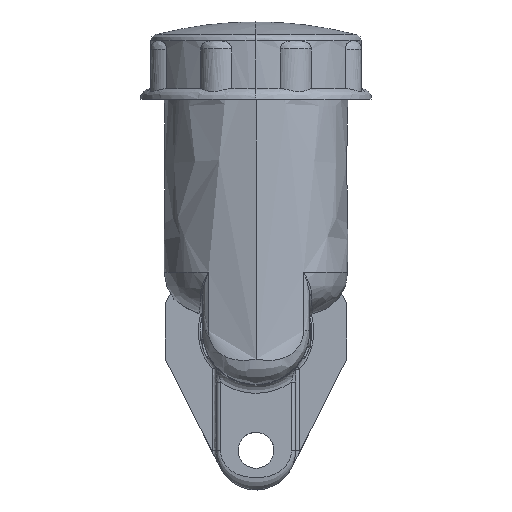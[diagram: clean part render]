
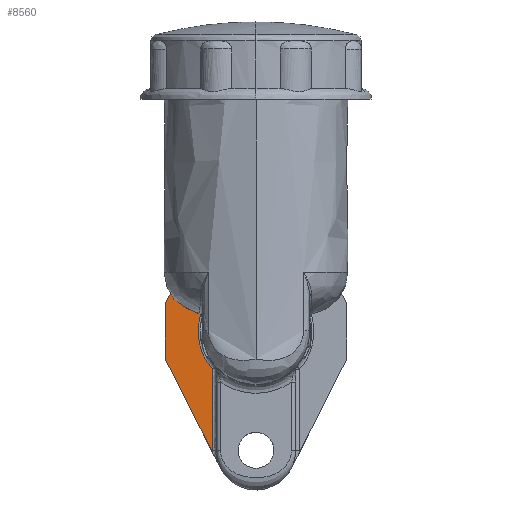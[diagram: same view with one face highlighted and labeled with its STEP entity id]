
A CAD part, top view. The second image highlights one B-rep face of the part: STEP entity #8560.
In plain terms, the highlighted free-form (B-spline) face has degree [1, 1] with [2, 2] control points.
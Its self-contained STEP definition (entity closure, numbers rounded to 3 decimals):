
#8476 = EDGE_CURVE('',#8477,#8479,#8481,.T.);
#8477 = VERTEX_POINT('',#8478);
#8478 = CARTESIAN_POINT('',(-29.079,-8.978,
    8.04));
#8479 = VERTEX_POINT('',#8480);
#8480 = CARTESIAN_POINT('',(-29.079,8.978,
    8.04));
#8481 = B_SPLINE_CURVE_WITH_KNOTS('',1,(#8482,#8483),.UNSPECIFIED.,.F.,
  .F.,(2,2),(-13.4,0.),.PIECEWISE_BEZIER_KNOTS.);
#8482 = CARTESIAN_POINT('',(-29.079,-8.978,
    8.04));
#8483 = CARTESIAN_POINT('',(-29.079,8.978,
    8.04));
#8504 = EDGE_CURVE('',#8479,#8505,#8507,.T.);
#8505 = VERTEX_POINT('',#8506);
#8506 = CARTESIAN_POINT('',(-14.065,38.601,
    8.04));
#8507 = B_SPLINE_CURVE_WITH_KNOTS('',1,(#8508,#8509),.UNSPECIFIED.,.F.,
  .F.,(2,2),(-29.255,-4.472),.PIECEWISE_BEZIER_KNOTS.);
#8508 = CARTESIAN_POINT('',(-29.079,8.978,
    8.04));
#8509 = CARTESIAN_POINT('',(-14.065,38.601,
    8.04));
#8537 = VERTEX_POINT('',#8538);
#8538 = CARTESIAN_POINT('',(-14.065,-38.601,
    8.04));
#8549 = EDGE_CURVE('',#8537,#8477,#8550,.T.);
#8550 = B_SPLINE_CURVE_WITH_KNOTS('',1,(#8551,#8552),.UNSPECIFIED.,.F.,
  .F.,(2,2),(4.472,29.255),.PIECEWISE_BEZIER_KNOTS.);
#8551 = CARTESIAN_POINT('',(-14.065,-38.601,
    8.04));
#8552 = CARTESIAN_POINT('',(-29.079,-8.978,
    8.04));
#8560 = ADVANCED_FACE('',(#8561),#8602,.F.);
#8561 = FACE_BOUND('',#8562,.T.);
#8562 = EDGE_LOOP('',(#8563,#8564,#8572,#8579,#8587,#8594,#8600,#8601));
#8563 = ORIENTED_EDGE('',*,*,#8549,.F.);
#8564 = ORIENTED_EDGE('',*,*,#8565,.T.);
#8565 = EDGE_CURVE('',#8537,#8566,#8568,.T.);
#8566 = VERTEX_POINT('',#8567);
#8567 = CARTESIAN_POINT('',(-14.07,-38.191,
    8.04));
#8568 = ( BOUNDED_CURVE() B_SPLINE_CURVE(2,(#8569,#8570,#8571),
.UNSPECIFIED.,.F.,.F.) B_SPLINE_CURVE_WITH_KNOTS((3,3),(4.683,
4.712),.PIECEWISE_BEZIER_KNOTS.) CURVE() 
GEOMETRIC_REPRESENTATION_ITEM() RATIONAL_B_SPLINE_CURVE((1.,
1.,1.)) REPRESENTATION_ITEM('') );
#8569 = CARTESIAN_POINT('',(-14.065,-38.601,
    8.04));
#8570 = CARTESIAN_POINT('',(-14.07,-38.396,
    8.04));
#8571 = CARTESIAN_POINT('',(-14.07,-38.191,
    8.04));
#8572 = ORIENTED_EDGE('',*,*,#8573,.T.);
#8573 = EDGE_CURVE('',#8566,#8574,#8576,.T.);
#8574 = VERTEX_POINT('',#8575);
#8575 = CARTESIAN_POINT('',(-14.07,-12.103,
    8.04));
#8576 = B_SPLINE_CURVE_WITH_KNOTS('',1,(#8577,#8578),.UNSPECIFIED.,.F.,
  .F.,(2,2),(-41.35,-21.882),.PIECEWISE_BEZIER_KNOTS.);
#8577 = CARTESIAN_POINT('',(-14.07,-38.191,
    8.04));
#8578 = CARTESIAN_POINT('',(-14.07,-12.103,
    8.04));
#8579 = ORIENTED_EDGE('',*,*,#8580,.T.);
#8580 = EDGE_CURVE('',#8574,#8581,#8583,.T.);
#8581 = VERTEX_POINT('',#8582);
#8582 = CARTESIAN_POINT('',(-14.07,12.103,
    8.04));
#8583 = ( BOUNDED_CURVE() B_SPLINE_CURVE(2,(#8584,#8585,#8586),
.UNSPECIFIED.,.F.,.F.) B_SPLINE_CURVE_WITH_KNOTS((3,3),(4.002,
5.423),.PIECEWISE_BEZIER_KNOTS.) CURVE() 
GEOMETRIC_REPRESENTATION_ITEM() RATIONAL_B_SPLINE_CURVE((1.,
0.758,1.)) REPRESENTATION_ITEM('') );
#8584 = CARTESIAN_POINT('',(-14.07,-12.103,
    8.04));
#8585 = CARTESIAN_POINT('',(-24.481,0.,
    8.04));
#8586 = CARTESIAN_POINT('',(-14.07,12.103,
    8.04));
#8587 = ORIENTED_EDGE('',*,*,#8588,.T.);
#8588 = EDGE_CURVE('',#8581,#8589,#8591,.T.);
#8589 = VERTEX_POINT('',#8590);
#8590 = CARTESIAN_POINT('',(-14.07,38.191,
    8.04));
#8591 = B_SPLINE_CURVE_WITH_KNOTS('',1,(#8592,#8593),.UNSPECIFIED.,.F.,
  .F.,(2,2),(-19.468,0.),.PIECEWISE_BEZIER_KNOTS.);
#8592 = CARTESIAN_POINT('',(-14.07,12.103,
    8.04));
#8593 = CARTESIAN_POINT('',(-14.07,38.191,
    8.04));
#8594 = ORIENTED_EDGE('',*,*,#8595,.T.);
#8595 = EDGE_CURVE('',#8589,#8505,#8596,.T.);
#8596 = ( BOUNDED_CURVE() B_SPLINE_CURVE(2,(#8597,#8598,#8599),
.UNSPECIFIED.,.F.,.F.) B_SPLINE_CURVE_WITH_KNOTS((3,3),(4.712,
4.742),.PIECEWISE_BEZIER_KNOTS.) CURVE() 
GEOMETRIC_REPRESENTATION_ITEM() RATIONAL_B_SPLINE_CURVE((1.,
1.,1.)) REPRESENTATION_ITEM('') );
#8597 = CARTESIAN_POINT('',(-14.07,38.191,
    8.04));
#8598 = CARTESIAN_POINT('',(-14.07,38.396,
    8.04));
#8599 = CARTESIAN_POINT('',(-14.065,38.601,
    8.04));
#8600 = ORIENTED_EDGE('',*,*,#8504,.F.);
#8601 = ORIENTED_EDGE('',*,*,#8476,.F.);
#8602 = B_SPLINE_SURFACE_WITH_KNOTS('',1,1,(
    (#8603,#8604)
    ,(#8605,#8606
    )),.UNSPECIFIED.,.F.,.F.,.F.,(2,2),(2,2),(-41.656,
    15.956),(-21.7,-10.496),.PIECEWISE_BEZIER_KNOTS.);
#8603 = CARTESIAN_POINT('',(-29.079,-38.601,
    8.04));
#8604 = CARTESIAN_POINT('',(-14.065,-38.601,
    8.04));
#8605 = CARTESIAN_POINT('',(-29.079,38.601,
    8.04));
#8606 = CARTESIAN_POINT('',(-14.065,38.601,
    8.04));
